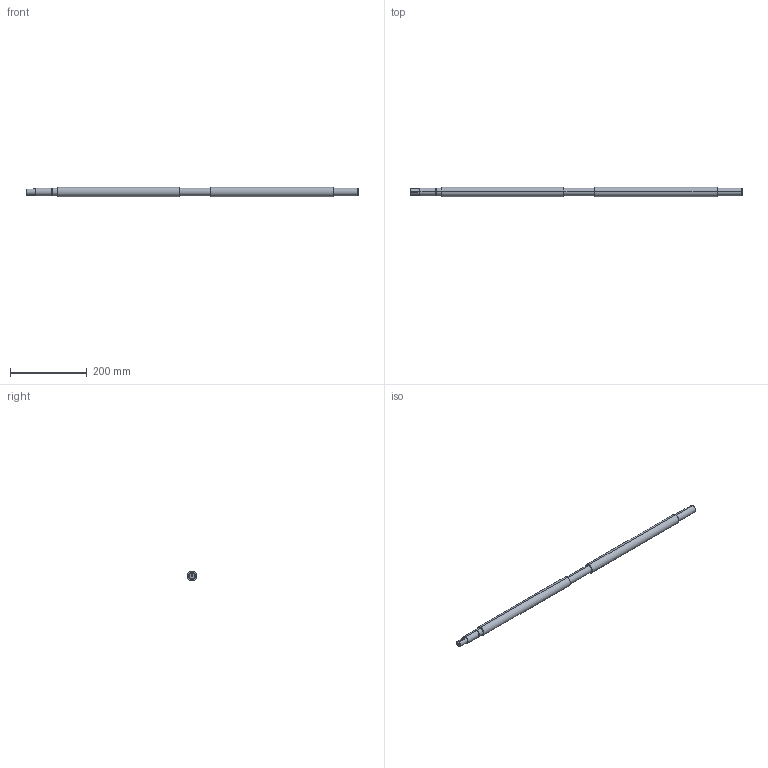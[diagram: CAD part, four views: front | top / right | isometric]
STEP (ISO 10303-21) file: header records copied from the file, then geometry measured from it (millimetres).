
FILE_DESCRIPTION (( 'STEP AP214' ), '1' );
FILE_NAME ('2505幗紩佪裝粣-867.STEP', '2024-08-14T03:38:18', ( '' ), ( '' ), 'SwSTEP 2.0', 'SolidWorks 2024', '' );
FILE_SCHEMA (( 'AUTOMOTIVE_DESIGN' ));
Length unit declared in the file: millimetre
Products named in the file (1): 2505滚珠丝杆轴-867
Bounding box: 867 x 25 x 25 mm (x, y, z)
Volume: 381844 mm3; surface area: 65905.7 mm2
Topology: 1 solids, 1 shells, 36 faces, 75 edges, 49 vertices
Faces by surface type: cylinder 18, plane 14, cone 4
Entity records: 1002 total; most frequent: DIRECTION 189, CARTESIAN_POINT 167, ORIENTED_EDGE 150, AXIS2_PLACEMENT_3D 79, EDGE_CURVE 75, VERTEX_POINT 49, EDGE_LOOP 44, CIRCLE 42
